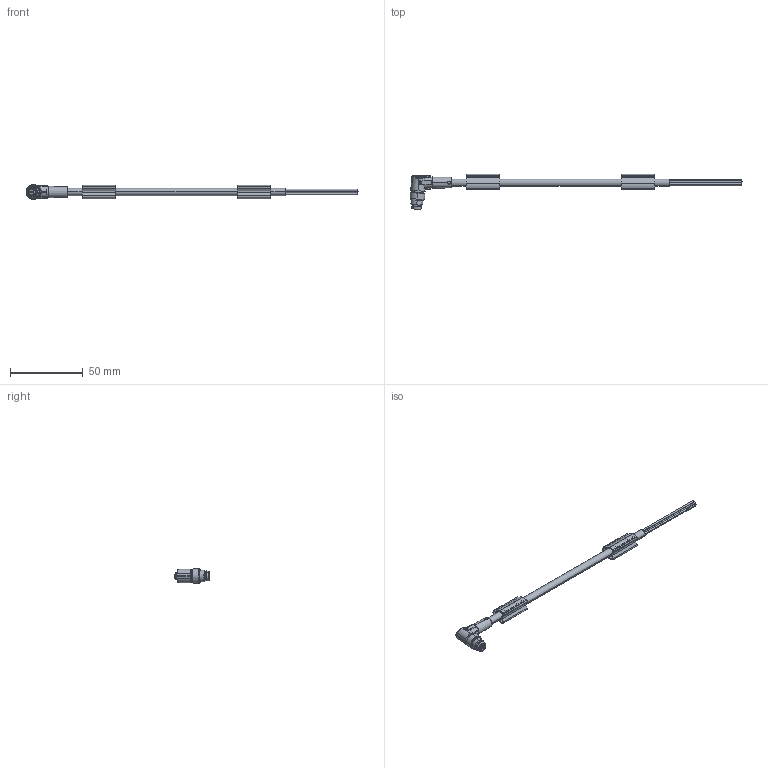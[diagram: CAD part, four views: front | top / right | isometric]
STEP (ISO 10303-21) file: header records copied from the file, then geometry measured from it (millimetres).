
FILE_DESCRIPTION(('SolidDesigner STEP Export'),'2;1');
FILE_NAME('1522163.stp','2009-03-04T10:54:50',(''),(''),'CoCreate Modeling STEP processor for AP214 (Solid Model)','CoCreate Modeling 16.00A 16-Aug-2008 (C) Parametric Technology GmbH','');
FILE_SCHEMA(('AUTOMOTIVE_DESIGN { 1 0 10303 214 1 1 1 1 }'));
Length unit declared in the file: millimetre
Products named in the file (2): 1522163
Assembly tree (1 placements, depth 2):
  1522163
    1522163
Bounding box: 228.66 x 24.23 x 10 mm (x, y, z)
Volume: 6498.4 mm3; surface area: 8149.3 mm2
Topology: 1 solids, 1 shells, 369 faces, 994 edges, 643 vertices
Faces by surface type: cylinder 141, plane 100, extrusion 44, cone 38, torus 29, sphere 12, bspline 5
Entity records: 17628 total; most frequent: CARTESIAN_POINT 6268, ORIENTED_EDGE 1964, DIRECTION 1504, EDGE_CURVE 982, VERTEX_POINT 643, AXIS2_PLACEMENT_3D 529, VECTOR 446, LINE 410
